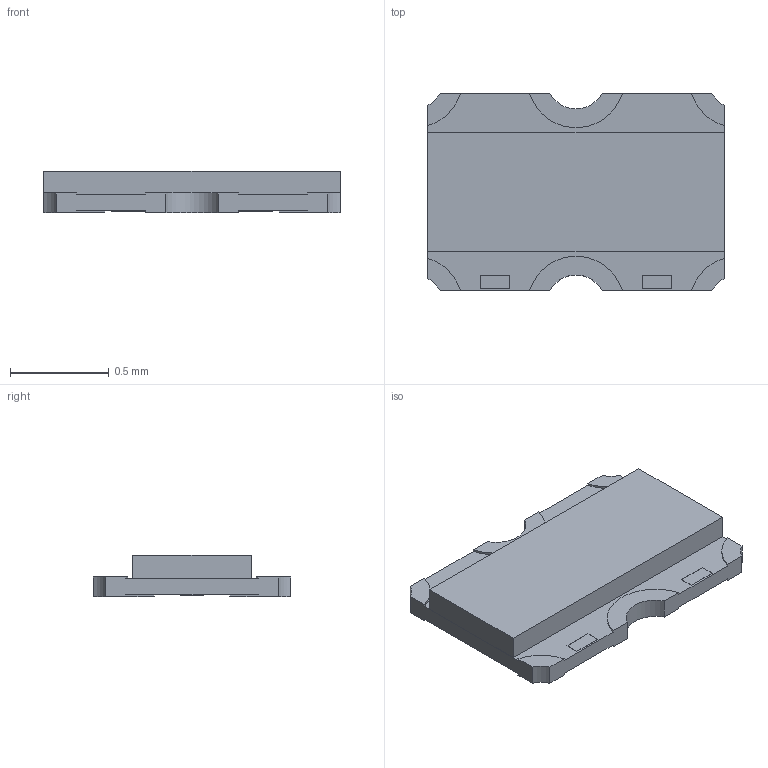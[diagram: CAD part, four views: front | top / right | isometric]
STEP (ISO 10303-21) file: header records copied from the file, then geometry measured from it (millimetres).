
FILE_DESCRIPTION (( 'STEP AP214' ), '1' );
FILE_NAME ('SMLP36.STEP', '2019-07-30T19:07:06', ( '' ), ( '' ), 'SwSTEP 2.0', 'SolidWorks 2018', '' );
FILE_SCHEMA (( 'AUTOMOTIVE_DESIGN' ));
Length unit declared in the file: millimetre
Products named in the file (1): SMLP36
Bounding box: 1.5 x 1 x 0.21 mm (x, y, z)
Volume: 0.2 mm3; surface area: 4 mm2
Topology: 1 solids, 1 shells, 89 faces, 246 edges, 164 vertices
Faces by surface type: plane 65, cylinder 24
Entity records: 3841 total; most frequent: CARTESIAN_POINT 500, ORIENTED_EDGE 492, DIRECTION 474, EDGE_CURVE 246, LINE 198, VECTOR 198, VERTEX_POINT 164, AXIS2_PLACEMENT_3D 138
